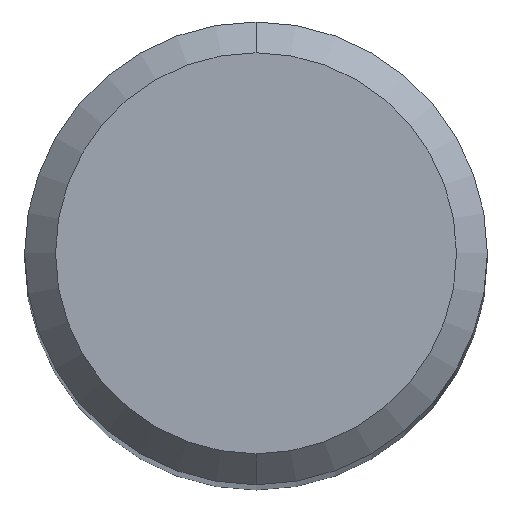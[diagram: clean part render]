
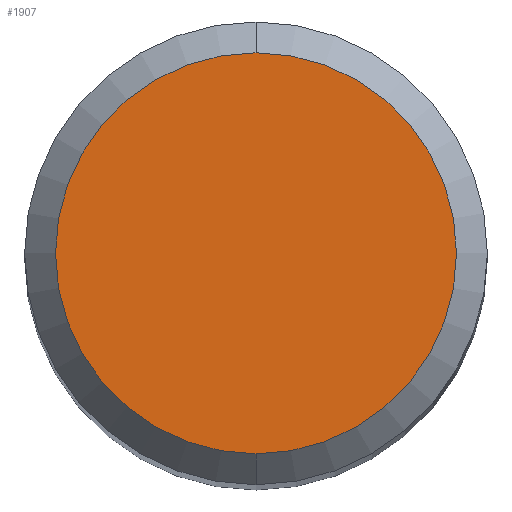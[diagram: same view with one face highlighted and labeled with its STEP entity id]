
A CAD part, top view. The second image highlights one B-rep face of the part: STEP entity #1907.
In plain terms, the highlighted planar face has unit normal (0, 0, 1).
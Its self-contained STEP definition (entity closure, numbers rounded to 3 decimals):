
#811=EDGE_CURVE('',#969,#901,#2149,.T.);
#901=VERTEX_POINT('',#2251);
#969=VERTEX_POINT('',#2325);
#1829=EDGE_CURVE('',#901,#969,#3260,.T.);
#1907=ADVANCED_FACE('',(#3343),#3344,.T.);
#2149=CIRCLE('',#4925,2.6);
#2251=CARTESIAN_POINT('',(0.,-2.6,0.0));
#2325=CARTESIAN_POINT('',(0.0,2.6,0.0));
#3260=CIRCLE('',#14511,2.6);
#3343=FACE_OUTER_BOUND('',#15352,.T.);
#3344=PLANE('',#15353);
#4925=AXIS2_PLACEMENT_3D('',#17359,#17360,#17361);
#14511=AXIS2_PLACEMENT_3D('',#18379,#18380,#18381);
#15352=EDGE_LOOP('',(#18457,#18458));
#15353=AXIS2_PLACEMENT_3D('',#18459,#18460,#18461);
#17359=CARTESIAN_POINT('',(0.0,0.0,0.0));
#17360=DIRECTION('',(0.0,0.0,-1.0));
#17361=DIRECTION('',(0.0,1.0,0.0));
#18379=CARTESIAN_POINT('',(0.0,0.0,0.0));
#18380=DIRECTION('',(0.0,0.0,-1.0));
#18381=DIRECTION('',(0.0,1.0,0.0));
#18457=ORIENTED_EDGE('',*,*,#811,.F.);
#18458=ORIENTED_EDGE('',*,*,#1829,.F.);
#18459=CARTESIAN_POINT('',(0.0,1.3,0.0));
#18460=DIRECTION('',(-0.0,0.0,1.0));
#18461=DIRECTION('',(0.0,-1.0,0.0));
